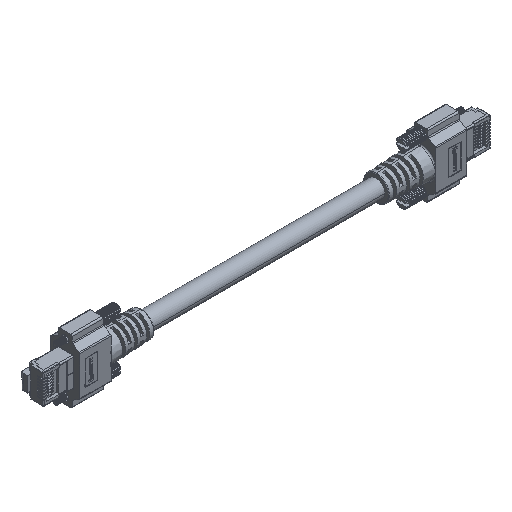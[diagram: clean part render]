
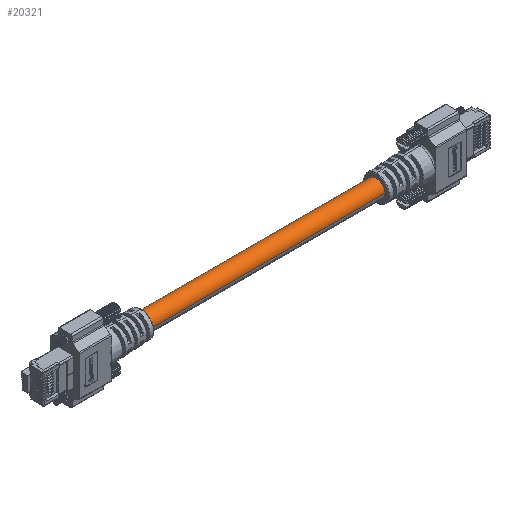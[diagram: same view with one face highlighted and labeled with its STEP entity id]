
A CAD part, isometric view. The second image highlights one B-rep face of the part: STEP entity #20321.
In plain terms, the highlighted cylindrical face has radius 3.493 mm (diameter 6.985 mm), a partial arc.
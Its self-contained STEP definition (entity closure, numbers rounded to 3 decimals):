
#262 = CARTESIAN_POINT ( 'NONE',  ( 65., 0., 3.493 ) ) ;
#733 = FACE_OUTER_BOUND ( 'NONE', #18674, .T. ) ;
#754 = DIRECTION ( 'NONE',  ( 0., 0., -1. ) ) ;
#904 = EDGE_CURVE ( 'NONE', #8713, #4263, #10590, .T. ) ;
#2660 = AXIS2_PLACEMENT_3D ( 'NONE', #28673, #14786, #754 ) ;
#3028 = CARTESIAN_POINT ( 'NONE',  ( 65., 0., -3.493 ) ) ;
#4263 = VERTEX_POINT ( 'NONE', #11156 ) ;
#4571 = DIRECTION ( 'NONE',  ( -1., 0., 0. ) ) ;
#7243 = ORIENTED_EDGE ( 'NONE', *, *, #23010, .F. ) ;
#7636 = CARTESIAN_POINT ( 'NONE',  ( -65., 0., 3.493 ) ) ;
#8713 = VERTEX_POINT ( 'NONE', #3028 ) ;
#9666 = VECTOR ( 'NONE', #13702, 1000. ) ;
#9810 = ORIENTED_EDGE ( 'NONE', *, *, #904, .T. ) ;
#10590 = LINE ( 'NONE', #24618, #21471 ) ;
#11156 = CARTESIAN_POINT ( 'NONE',  ( -65., 0., -3.493 ) ) ;
#12197 = VERTEX_POINT ( 'NONE', #7636 ) ;
#12450 = CYLINDRICAL_SURFACE ( 'NONE', #17835, 3.493 ) ;
#13617 = DIRECTION ( 'NONE',  ( 1., 0., 0. ) ) ;
#13702 = DIRECTION ( 'NONE',  ( -1., 0., 0. ) ) ;
#14786 = DIRECTION ( 'NONE',  ( 1., 0., 0. ) ) ;
#15388 = DIRECTION ( 'NONE',  ( -1., 0., 0. ) ) ;
#15610 = AXIS2_PLACEMENT_3D ( 'NONE', #27518, #13617, #29851 ) ;
#15614 = ORIENTED_EDGE ( 'NONE', *, *, #25753, .T. ) ;
#15622 = CIRCLE ( 'NONE', #15610, 3.493 ) ;
#15818 = LINE ( 'NONE', #27609, #9666 ) ;
#16171 = CARTESIAN_POINT ( 'NONE',  ( 65., 0., 0. ) ) ;
#17792 = CIRCLE ( 'NONE', #2660, 3.493 ) ;
#17835 = AXIS2_PLACEMENT_3D ( 'NONE', #16171, #4571, #18518 ) ;
#18518 = DIRECTION ( 'NONE',  ( 0., 0., 1. ) ) ;
#18674 = EDGE_LOOP ( 'NONE', ( #7243, #9810, #15614, #26651 ) ) ;
#20321 = ADVANCED_FACE ( 'NONE', ( #733 ), #12450, .T. ) ;
#21471 = VECTOR ( 'NONE', #15388, 1000. ) ;
#22876 = VERTEX_POINT ( 'NONE', #262 ) ;
#23010 = EDGE_CURVE ( 'NONE', #8713, #22876, #17792, .T. ) ;
#24618 = CARTESIAN_POINT ( 'NONE',  ( 65., 0., -3.493 ) ) ;
#25753 = EDGE_CURVE ( 'NONE', #4263, #12197, #15622, .T. ) ;
#26651 = ORIENTED_EDGE ( 'NONE', *, *, #30073, .F. ) ;
#27518 = CARTESIAN_POINT ( 'NONE',  ( -65., 0., 0. ) ) ;
#27609 = CARTESIAN_POINT ( 'NONE',  ( 65., 0., 3.493 ) ) ;
#28673 = CARTESIAN_POINT ( 'NONE',  ( 65., 0., 0. ) ) ;
#29851 = DIRECTION ( 'NONE',  ( 0., 0., -1. ) ) ;
#30073 = EDGE_CURVE ( 'NONE', #22876, #12197, #15818, .T. ) ;
